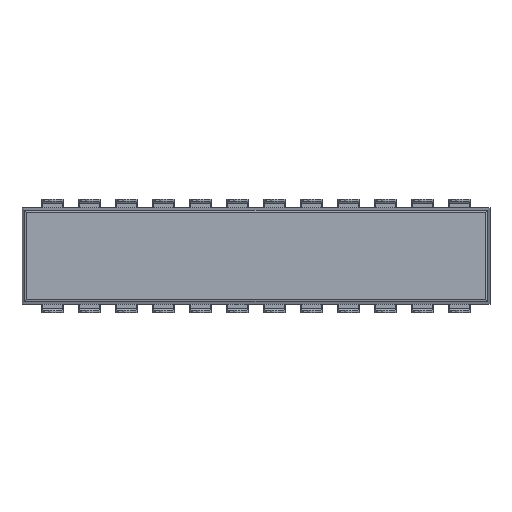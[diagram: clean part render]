
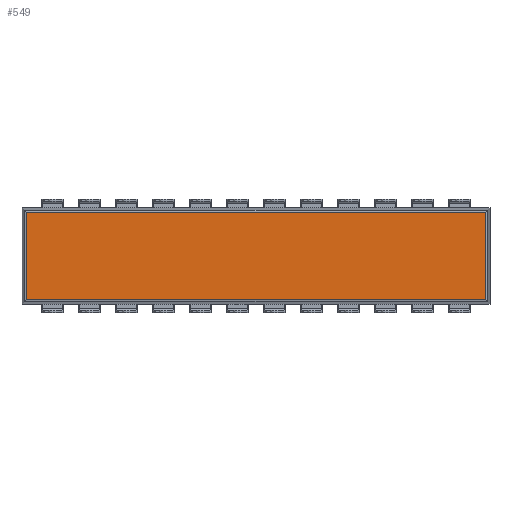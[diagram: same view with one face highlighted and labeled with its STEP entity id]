
A CAD part, front view. The second image highlights one B-rep face of the part: STEP entity #549.
In plain terms, the highlighted face is planar.
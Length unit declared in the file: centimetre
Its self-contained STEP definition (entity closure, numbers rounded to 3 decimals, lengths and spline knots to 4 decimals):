
#335 = VERTEX_POINT ( 'NONE', #3436 ) ;
#336 = VERTEX_POINT ( 'NONE', #2279 ) ;
#353 = EDGE_CURVE ( 'NONE', #335, #336, #4728, .T. ) ;
#534 = ORIENTED_EDGE ( 'NONE', *, *, #543, .T. ) ;
#537 = EDGE_LOOP ( 'NONE', ( #534, #553, #550, #554 ) ) ;
#539 = VERTEX_POINT ( 'NONE', #1264 ) ;
#543 = EDGE_CURVE ( 'NONE', #578, #539, #1223, .T. ) ;
#546 = EDGE_CURVE ( 'NONE', #539, #335, #1870, .T. ) ;
#549 = ADVANCED_FACE ( 'NONE', ( #1864 ), #1837, .T. ) ;
#550 = ORIENTED_EDGE ( 'NONE', *, *, #353, .T. ) ;
#553 = ORIENTED_EDGE ( 'NONE', *, *, #546, .T. ) ;
#554 = ORIENTED_EDGE ( 'NONE', *, *, #623, .T. ) ;
#578 = VERTEX_POINT ( 'NONE', #1959 ) ;
#623 = EDGE_CURVE ( 'NONE', #336, #578, #2410, .T. ) ;
#1222 = CARTESIAN_POINT ( 'NONE',  ( 1.5765, -0.33, 0.038 ) ) ;
#1223 = LINE ( 'NONE', #1222, #1324 ) ;
#1264 = CARTESIAN_POINT ( 'NONE',  ( 1.5765, -0.3, 0.038 ) ) ;
#1314 = DIRECTION ( 'NONE',  ( 0., -1., 0. ) ) ;
#1324 = VECTOR ( 'NONE', #1314, 100. ) ;
#1837 = PLANE ( 'NONE',  #1857 ) ;
#1857 = AXIS2_PLACEMENT_3D ( 'NONE', #1871, #1921, #1920 ) ;
#1864 = FACE_OUTER_BOUND ( 'NONE', #537, .T. ) ;
#1870 = LINE ( 'NONE', #1887, #1886 ) ;
#1871 = CARTESIAN_POINT ( 'NONE',  ( 0., -0.33, 0.038 ) ) ;
#1885 = DIRECTION ( 'NONE',  ( -1., 0., 0. ) ) ;
#1886 = VECTOR ( 'NONE', #1885, 100. ) ;
#1887 = CARTESIAN_POINT ( 'NONE',  ( 0., -0.3, 0.038 ) ) ;
#1920 = DIRECTION ( 'NONE',  ( -1., 0., 0. ) ) ;
#1921 = DIRECTION ( 'NONE',  ( 0., 0., -1. ) ) ;
#1959 = CARTESIAN_POINT ( 'NONE',  ( 1.5765, 0.3, 0.038 ) ) ;
#2058 = CARTESIAN_POINT ( 'NONE',  ( 0., 0.3, 0.038 ) ) ;
#2275 = DIRECTION ( 'NONE',  ( 1., 0., 0. ) ) ;
#2277 = VECTOR ( 'NONE', #2275, 100. ) ;
#2279 = CARTESIAN_POINT ( 'NONE',  ( -1.5765, 0.3, 0.038 ) ) ;
#2410 = LINE ( 'NONE', #2058, #2277 ) ;
#3436 = CARTESIAN_POINT ( 'NONE',  ( -1.5765, -0.3, 0.038 ) ) ;
#4685 = DIRECTION ( 'NONE',  ( 0., 1., 0. ) ) ;
#4728 = LINE ( 'NONE', #4822, #4821 ) ;
#4821 = VECTOR ( 'NONE', #4685, 100. ) ;
#4822 = CARTESIAN_POINT ( 'NONE',  ( -1.5765, -0.33, 0.038 ) ) ;
